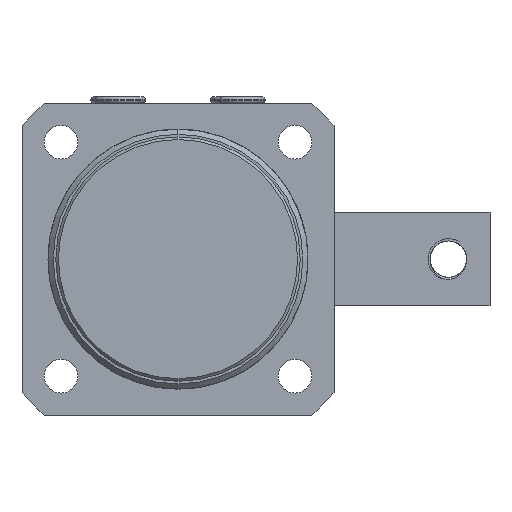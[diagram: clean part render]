
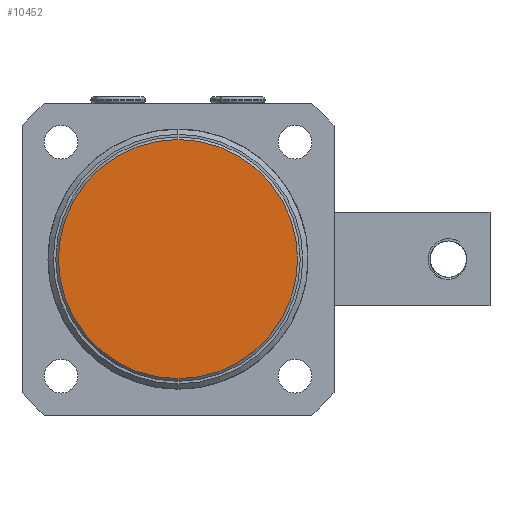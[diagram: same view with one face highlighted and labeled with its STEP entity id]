
A CAD part, front view. The second image highlights one B-rep face of the part: STEP entity #10452.
In plain terms, the highlighted planar face has unit normal (0, -1, 0).
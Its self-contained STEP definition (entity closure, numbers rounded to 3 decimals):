
#1491 = EDGE_CURVE ( 'NONE', #4849, #15963, #8710, .T. ) ;
#2514 = DIRECTION ( 'NONE',  ( 0., 0., 1. ) ) ;
#3684 = EDGE_CURVE ( 'NONE', #15963, #4849, #14695, .T. ) ;
#4849 = VERTEX_POINT ( 'NONE', #23161 ) ;
#6957 = DIRECTION ( 'NONE',  ( 0., 1., 0. ) ) ;
#6973 = ORIENTED_EDGE ( 'NONE', *, *, #3684, .F. ) ;
#7448 = DIRECTION ( 'NONE',  ( 0., 1., 0. ) ) ;
#8582 = CARTESIAN_POINT ( 'NONE',  ( -9.312, 19.324, -23. ) ) ;
#8710 = CIRCLE ( 'NONE', #26579, 23. ) ;
#10452 = ADVANCED_FACE ( 'NONE', ( #26174 ), #11251, .F. ) ;
#11251 = PLANE ( 'NONE',  #12842 ) ;
#11437 = AXIS2_PLACEMENT_3D ( 'NONE', #24791, #6957, #27762 ) ;
#12842 = AXIS2_PLACEMENT_3D ( 'NONE', #38035, #20349, #2514 ) ;
#14695 = CIRCLE ( 'NONE', #11437, 23. ) ;
#14893 = EDGE_LOOP ( 'NONE', ( #18481, #6973 ) ) ;
#15963 = VERTEX_POINT ( 'NONE', #8582 ) ;
#18481 = ORIENTED_EDGE ( 'NONE', *, *, #1491, .F. ) ;
#20349 = DIRECTION ( 'NONE',  ( 0., 1., 0. ) ) ;
#21827 = DIRECTION ( 'NONE',  ( 0., 0., 1. ) ) ;
#23161 = CARTESIAN_POINT ( 'NONE',  ( -9.312, 19.324, 23. ) ) ;
#23634 = CARTESIAN_POINT ( 'NONE',  ( -9.312, 19.324, 0. ) ) ;
#24791 = CARTESIAN_POINT ( 'NONE',  ( -9.312, 19.324, 0. ) ) ;
#26174 = FACE_OUTER_BOUND ( 'NONE', #14893, .T. ) ;
#26579 = AXIS2_PLACEMENT_3D ( 'NONE', #23634, #7448, #21827 ) ;
#27762 = DIRECTION ( 'NONE',  ( 0., 0., 1. ) ) ;
#38035 = CARTESIAN_POINT ( 'NONE',  ( -9.312, 19.324, 0. ) ) ;
